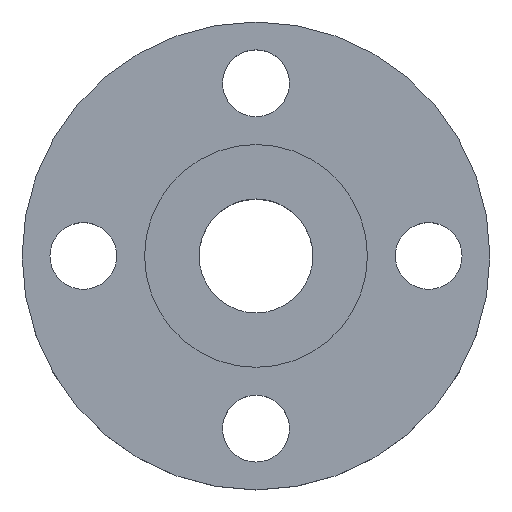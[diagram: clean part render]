
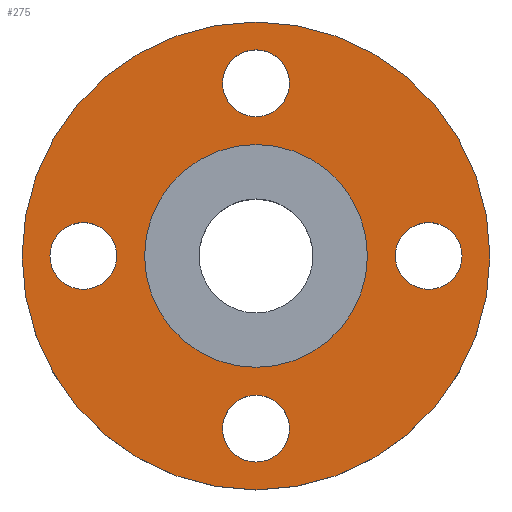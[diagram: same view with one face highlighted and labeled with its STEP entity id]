
A CAD part, top view. The second image highlights one B-rep face of the part: STEP entity #275.
In plain terms, the highlighted planar face has unit normal (0, 0, 1).
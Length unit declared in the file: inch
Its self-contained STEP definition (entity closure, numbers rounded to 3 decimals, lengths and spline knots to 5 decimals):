
#5 = AXIS2_PLACEMENT_3D ( 'NONE', #435, #167, #707 ) ;
#12 = EDGE_CURVE ( 'NONE', #538, #733, #626, .T. ) ;
#16 = CIRCLE ( 'NONE', #145, 0.375 ) ;
#20 = EDGE_CURVE ( 'NONE', #748, #683, #162, .T. ) ;
#21 = CIRCLE ( 'NONE', #765, 1.25 ) ;
#25 = EDGE_CURVE ( 'NONE', #586, #68, #806, .T. ) ;
#35 = AXIS2_PLACEMENT_3D ( 'NONE', #368, #490, #825 ) ;
#41 = DIRECTION ( 'NONE',  ( 1., 0., 0. ) ) ;
#47 = FACE_BOUND ( 'NONE', #97, .T. ) ;
#52 = VERTEX_POINT ( 'NONE', #245 ) ;
#66 = CIRCLE ( 'NONE', #5, 0.375 ) ;
#67 = DIRECTION ( 'NONE',  ( -1., 0., 0. ) ) ;
#68 = VERTEX_POINT ( 'NONE', #386 ) ;
#69 = CARTESIAN_POINT ( 'NONE',  ( -2.625, 0., -0.0625 ) ) ;
#74 = CARTESIAN_POINT ( 'NONE',  ( 1.9375, 0., -0.0625 ) ) ;
#83 = EDGE_CURVE ( 'NONE', #172, #202, #16, .T. ) ;
#87 = ORIENTED_EDGE ( 'NONE', *, *, #506, .F. ) ;
#96 = CARTESIAN_POINT ( 'NONE',  ( 0., 0., -0.0625 ) ) ;
#97 = EDGE_LOOP ( 'NONE', ( #737, #328 ) ) ;
#100 = AXIS2_PLACEMENT_3D ( 'NONE', #461, #133, #663 ) ;
#105 = DIRECTION ( 'NONE',  ( 0., 0., 1. ) ) ;
#111 = CARTESIAN_POINT ( 'NONE',  ( 1.25, 0., -0.0625 ) ) ;
#113 = DIRECTION ( 'NONE',  ( 0., 0., 1. ) ) ;
#115 = EDGE_CURVE ( 'NONE', #508, #446, #558, .T. ) ;
#116 = FACE_BOUND ( 'NONE', #225, .T. ) ;
#121 = DIRECTION ( 'NONE',  ( 1., 0., 0. ) ) ;
#131 = EDGE_LOOP ( 'NONE', ( #672, #366 ) ) ;
#133 = DIRECTION ( 'NONE',  ( 0., 0., -1. ) ) ;
#145 = AXIS2_PLACEMENT_3D ( 'NONE', #797, #595, #121 ) ;
#162 = CIRCLE ( 'NONE', #680, 2.625 ) ;
#167 = DIRECTION ( 'NONE',  ( 0., 0., 1. ) ) ;
#172 = VERTEX_POINT ( 'NONE', #249 ) ;
#189 = AXIS2_PLACEMENT_3D ( 'NONE', #74, #772, #726 ) ;
#192 = CIRCLE ( 'NONE', #744, 0.375 ) ;
#201 = CARTESIAN_POINT ( 'NONE',  ( 1.9375, 0., -0.0625 ) ) ;
#202 = VERTEX_POINT ( 'NONE', #259 ) ;
#225 = EDGE_LOOP ( 'NONE', ( #679, #87 ) ) ;
#231 = DIRECTION ( 'NONE',  ( 0., -1., 0. ) ) ;
#232 = DIRECTION ( 'NONE',  ( 0., -1., 0. ) ) ;
#233 = DIRECTION ( 'NONE',  ( 1., 0., 0. ) ) ;
#240 = CARTESIAN_POINT ( 'NONE',  ( 0., 0., -0.0625 ) ) ;
#245 = CARTESIAN_POINT ( 'NONE',  ( 0.375, -1.9375, -0.0625 ) ) ;
#249 = CARTESIAN_POINT ( 'NONE',  ( -2.3125, 0., -0.0625 ) ) ;
#251 = AXIS2_PLACEMENT_3D ( 'NONE', #299, #760, #231 ) ;
#255 = AXIS2_PLACEMENT_3D ( 'NONE', #557, #113, #41 ) ;
#259 = CARTESIAN_POINT ( 'NONE',  ( -1.5625, 0., -0.0625 ) ) ;
#267 = ORIENTED_EDGE ( 'NONE', *, *, #575, .F. ) ;
#272 = EDGE_LOOP ( 'NONE', ( #701, #716 ) ) ;
#275 = ADVANCED_FACE ( 'NONE', ( #634, #47, #301, #710, #116, #377 ), #578, .F. ) ;
#276 = ORIENTED_EDGE ( 'NONE', *, *, #665, .F. ) ;
#295 = DIRECTION ( 'NONE',  ( 0., 0., 1. ) ) ;
#299 = CARTESIAN_POINT ( 'NONE',  ( 0., 1.9375, -0.0625 ) ) ;
#301 = FACE_BOUND ( 'NONE', #647, .T. ) ;
#302 = DIRECTION ( 'NONE',  ( 1., 0., 0. ) ) ;
#324 = DIRECTION ( 'NONE',  ( 0., 1., 0. ) ) ;
#328 = ORIENTED_EDGE ( 'NONE', *, *, #691, .F. ) ;
#343 = CARTESIAN_POINT ( 'NONE',  ( 1.5625, 0., -0.0625 ) ) ;
#348 = EDGE_LOOP ( 'NONE', ( #770, #633 ) ) ;
#355 = DIRECTION ( 'NONE',  ( 1., 0., 0. ) ) ;
#366 = ORIENTED_EDGE ( 'NONE', *, *, #83, .F. ) ;
#368 = CARTESIAN_POINT ( 'NONE',  ( 0., -1.9375, -0.0625 ) ) ;
#370 = CARTESIAN_POINT ( 'NONE',  ( 0., 1.9375, -0.0625 ) ) ;
#376 = DIRECTION ( 'NONE',  ( 0., 0., 1. ) ) ;
#377 = FACE_OUTER_BOUND ( 'NONE', #272, .T. ) ;
#379 = CIRCLE ( 'NONE', #35, 0.375 ) ;
#386 = CARTESIAN_POINT ( 'NONE',  ( 0.375, 1.9375, -0.0625 ) ) ;
#433 = CIRCLE ( 'NONE', #189, 0.375 ) ;
#435 = CARTESIAN_POINT ( 'NONE',  ( -1.9375, 0., -0.0625 ) ) ;
#446 = VERTEX_POINT ( 'NONE', #343 ) ;
#459 = EDGE_CURVE ( 'NONE', #68, #586, #192, .T. ) ;
#461 = CARTESIAN_POINT ( 'NONE',  ( 0., 1.25, -0.0625 ) ) ;
#477 = CARTESIAN_POINT ( 'NONE',  ( 0., 0., -0.0625 ) ) ;
#489 = AXIS2_PLACEMENT_3D ( 'NONE', #766, #105, #324 ) ;
#490 = DIRECTION ( 'NONE',  ( 0., 0., 1. ) ) ;
#506 = EDGE_CURVE ( 'NONE', #733, #538, #21, .T. ) ;
#508 = VERTEX_POINT ( 'NONE', #833 ) ;
#538 = VERTEX_POINT ( 'NONE', #111 ) ;
#557 = CARTESIAN_POINT ( 'NONE',  ( 0., 0., -0.0625 ) ) ;
#558 = CIRCLE ( 'NONE', #844, 0.375 ) ;
#575 = EDGE_CURVE ( 'NONE', #666, #52, #379, .T. ) ;
#578 = PLANE ( 'NONE',  #100 ) ;
#586 = VERTEX_POINT ( 'NONE', #631 ) ;
#595 = DIRECTION ( 'NONE',  ( 0., 0., 1. ) ) ;
#599 = CARTESIAN_POINT ( 'NONE',  ( -0.375, -1.9375, -0.0625 ) ) ;
#603 = EDGE_CURVE ( 'NONE', #202, #172, #66, .T. ) ;
#626 = CIRCLE ( 'NONE', #255, 1.25 ) ;
#628 = CIRCLE ( 'NONE', #489, 0.375 ) ;
#631 = CARTESIAN_POINT ( 'NONE',  ( -0.375, 1.9375, -0.0625 ) ) ;
#633 = ORIENTED_EDGE ( 'NONE', *, *, #25, .F. ) ;
#634 = FACE_BOUND ( 'NONE', #348, .T. ) ;
#647 = EDGE_LOOP ( 'NONE', ( #276, #267 ) ) ;
#663 = DIRECTION ( 'NONE',  ( -1., 0., 0. ) ) ;
#665 = EDGE_CURVE ( 'NONE', #52, #666, #628, .T. ) ;
#666 = VERTEX_POINT ( 'NONE', #599 ) ;
#672 = ORIENTED_EDGE ( 'NONE', *, *, #603, .F. ) ;
#679 = ORIENTED_EDGE ( 'NONE', *, *, #12, .F. ) ;
#680 = AXIS2_PLACEMENT_3D ( 'NONE', #240, #376, #233 ) ;
#683 = VERTEX_POINT ( 'NONE', #69 ) ;
#686 = CIRCLE ( 'NONE', #714, 2.625 ) ;
#691 = EDGE_CURVE ( 'NONE', #446, #508, #433, .T. ) ;
#701 = ORIENTED_EDGE ( 'NONE', *, *, #20, .T. ) ;
#707 = DIRECTION ( 'NONE',  ( 1., 0., 0. ) ) ;
#710 = FACE_BOUND ( 'NONE', #131, .T. ) ;
#714 = AXIS2_PLACEMENT_3D ( 'NONE', #477, #749, #355 ) ;
#716 = ORIENTED_EDGE ( 'NONE', *, *, #836, .T. ) ;
#726 = DIRECTION ( 'NONE',  ( -1., 0., 0. ) ) ;
#733 = VERTEX_POINT ( 'NONE', #787 ) ;
#736 = DIRECTION ( 'NONE',  ( 0., 0., 1. ) ) ;
#737 = ORIENTED_EDGE ( 'NONE', *, *, #115, .F. ) ;
#744 = AXIS2_PLACEMENT_3D ( 'NONE', #370, #837, #232 ) ;
#748 = VERTEX_POINT ( 'NONE', #845 ) ;
#749 = DIRECTION ( 'NONE',  ( 0., 0., 1. ) ) ;
#760 = DIRECTION ( 'NONE',  ( 0., 0., 1. ) ) ;
#765 = AXIS2_PLACEMENT_3D ( 'NONE', #96, #295, #302 ) ;
#766 = CARTESIAN_POINT ( 'NONE',  ( 0., -1.9375, -0.0625 ) ) ;
#770 = ORIENTED_EDGE ( 'NONE', *, *, #459, .F. ) ;
#772 = DIRECTION ( 'NONE',  ( 0., 0., 1. ) ) ;
#787 = CARTESIAN_POINT ( 'NONE',  ( -1.25, 0., -0.0625 ) ) ;
#797 = CARTESIAN_POINT ( 'NONE',  ( -1.9375, 0., -0.0625 ) ) ;
#806 = CIRCLE ( 'NONE', #251, 0.375 ) ;
#825 = DIRECTION ( 'NONE',  ( 0., 1., 0. ) ) ;
#833 = CARTESIAN_POINT ( 'NONE',  ( 2.3125, 0., -0.0625 ) ) ;
#836 = EDGE_CURVE ( 'NONE', #683, #748, #686, .T. ) ;
#837 = DIRECTION ( 'NONE',  ( 0., 0., 1. ) ) ;
#844 = AXIS2_PLACEMENT_3D ( 'NONE', #201, #736, #67 ) ;
#845 = CARTESIAN_POINT ( 'NONE',  ( 2.625, 0., -0.0625 ) ) ;
